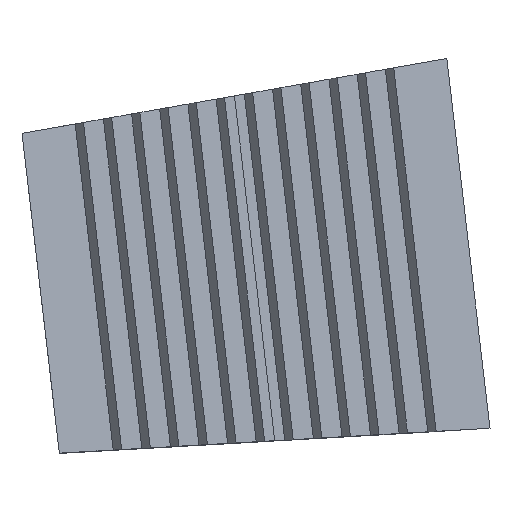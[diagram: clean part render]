
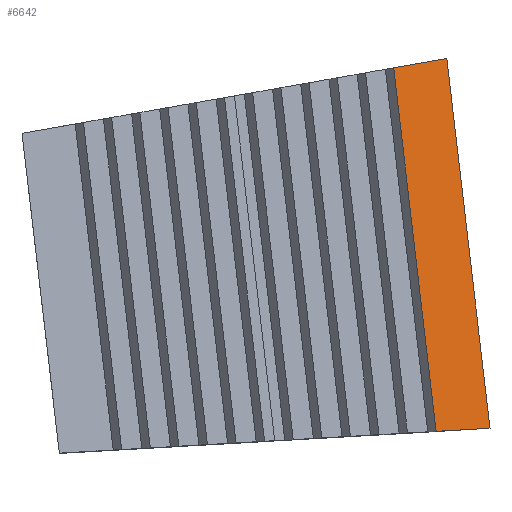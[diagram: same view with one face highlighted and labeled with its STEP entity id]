
A CAD part, top view. The second image highlights one B-rep face of the part: STEP entity #6642.
In plain terms, the highlighted planar face has unit normal (0.229, 0.027, 0.973).
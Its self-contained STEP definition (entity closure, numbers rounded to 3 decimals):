
#6241 = VERTEX_POINT('',#6242);
#6242 = CARTESIAN_POINT('',(9677.248,1668.789,
    5579.495));
#6251 = PLANE('',#6252);
#6252 = AXIS2_PLACEMENT_3D('',#6253,#6254,#6255);
#6253 = CARTESIAN_POINT('',(6.425,-36.438,0.));
#6254 = DIRECTION('',(0.174,-0.985,0.));
#6255 = DIRECTION('',(0.,0.,-1.));
#6262 = PLANE('',#6263);
#6263 = AXIS2_PLACEMENT_3D('',#6264,#6265,#6266);
#6264 = CARTESIAN_POINT('',(1479.559,177.376,
    -10996.864));
#6265 = DIRECTION('',(0.888,0.104,-0.448));
#6266 = DIRECTION('',(-0.451,0.,
    -0.893));
#6273 = EDGE_CURVE('',#6241,#6274,#6276,.T.);
#6274 = VERTEX_POINT('',#6275);
#6275 = CARTESIAN_POINT('',(9523.539,1641.686,
    5616.386));
#6276 = SURFACE_CURVE('',#6277,(#6281,#6287),.PCURVE_S1.);
#6277 = LINE('',#6278,#6279);
#6278 = CARTESIAN_POINT('',(-1903.725,-373.249,
    8359.007));
#6279 = VECTOR('',#6280,1.);
#6280 = DIRECTION('',(-0.958,-0.169,0.23));
#6281 = PCURVE('',#6251,#6282);
#6282 = DEFINITIONAL_REPRESENTATION('',(#6283),#6286);
#6283 = B_SPLINE_CURVE_WITH_KNOTS('',1,(#6284,#6285),.UNSPECIFIED.,.F.,
  .F.,(2,2),(-12217.095,-10672.642),
  .PIECEWISE_BEZIER_KNOTS.);
#6284 = CARTESIAN_POINT('',(-5548.8,9949.88));
#6285 = CARTESIAN_POINT('',(-5904.059,8446.841));
#6286 = ( GEOMETRIC_REPRESENTATION_CONTEXT(2) 
PARAMETRIC_REPRESENTATION_CONTEXT() REPRESENTATION_CONTEXT('2D SPACE',''
  ) );
#6287 = PCURVE('',#6288,#6293);
#6288 = PLANE('',#6289);
#6289 = AXIS2_PLACEMENT_3D('',#6290,#6291,#6292);
#6290 = CARTESIAN_POINT('',(-5618.76,-652.299,
    9240.305));
#6291 = DIRECTION('',(0.229,0.027,0.973)
  );
#6292 = DIRECTION('',(0.973,0.,-0.229)
  );
#6293 = DEFINITIONAL_REPRESENTATION('',(#6294),#6297);
#6294 = B_SPLINE_CURVE_WITH_KNOTS('',1,(#6295,#6296),.UNSPECIFIED.,.F.,
  .F.,(2,2),(-12217.095,-10672.642),
  .PIECEWISE_BEZIER_KNOTS.);
#6295 = CARTESIAN_POINT('',(15859.385,2344.478));
#6296 = CARTESIAN_POINT('',(14337.161,2083.385));
#6297 = ( GEOMETRIC_REPRESENTATION_CONTEXT(2) 
PARAMETRIC_REPRESENTATION_CONTEXT() REPRESENTATION_CONTEXT('2D SPACE',''
  ) );
#6314 = PLANE('',#6315);
#6315 = AXIS2_PLACEMENT_3D('',#6316,#6317,#6318);
#6316 = CARTESIAN_POINT('',(9455.019,1100.692,
    5063.667));
#6317 = DIRECTION('',(-0.967,-0.113,0.23));
#6318 = DIRECTION('',(-0.232,0.,-0.973
    ));
#6355 = EDGE_CURVE('',#6241,#6356,#6358,.T.);
#6356 = VERTEX_POINT('',#6357);
#6357 = CARTESIAN_POINT('',(9802.27,599.158,
    5579.495));
#6358 = SURFACE_CURVE('',#6359,(#6363,#6369),.PCURVE_S1.);
#6359 = LINE('',#6360,#6361);
#6360 = CARTESIAN_POINT('',(9738.735,1142.735,
    5579.495));
#6361 = VECTOR('',#6362,1.);
#6362 = DIRECTION('',(0.116,-0.993,0.)
  );
#6363 = PCURVE('',#6262,#6364);
#6364 = DEFINITIONAL_REPRESENTATION('',(#6365),#6368);
#6365 = B_SPLINE_CURVE_WITH_KNOTS('',1,(#6366,#6367),.UNSPECIFIED.,.F.,
  .F.,(2,2),(-639.689,671.266),.PIECEWISE_BEZIER_KNOTS.);
#6366 = CARTESIAN_POINT('',(-18486.227,1609.41));
#6367 = CARTESIAN_POINT('',(-18554.839,300.252));
#6368 = ( GEOMETRIC_REPRESENTATION_CONTEXT(2) 
PARAMETRIC_REPRESENTATION_CONTEXT() REPRESENTATION_CONTEXT('2D SPACE',''
  ) );
#6369 = PCURVE('',#6288,#6370);
#6370 = DEFINITIONAL_REPRESENTATION('',(#6371),#6374);
#6371 = B_SPLINE_CURVE_WITH_KNOTS('',1,(#6372,#6373),.UNSPECIFIED.,.F.,
  .F.,(2,2),(-639.689,671.266),.PIECEWISE_BEZIER_KNOTS.);
#6372 = CARTESIAN_POINT('',(15715.421,2431.267));
#6373 = CARTESIAN_POINT('',(15863.572,1128.71));
#6374 = ( GEOMETRIC_REPRESENTATION_CONTEXT(2) 
PARAMETRIC_REPRESENTATION_CONTEXT() REPRESENTATION_CONTEXT('2D SPACE',''
  ) );
#6391 = PLANE('',#6392);
#6392 = AXIS2_PLACEMENT_3D('',#6393,#6394,#6395);
#6393 = CARTESIAN_POINT('',(-1.639,28.146,0.));
#6394 = DIRECTION('',(0.058,-0.998,0.));
#6395 = DIRECTION('',(0.,0.,-1.));
#6553 = VERTEX_POINT('',#6554);
#6554 = CARTESIAN_POINT('',(9646.454,590.083,
    5616.386));
#6573 = EDGE_CURVE('',#6553,#6274,#6574,.T.);
#6574 = SURFACE_CURVE('',#6575,(#6579,#6585),.PCURVE_S1.);
#6575 = LINE('',#6576,#6577);
#6576 = CARTESIAN_POINT('',(9584.485,1120.265,
    5616.386));
#6577 = VECTOR('',#6578,1.);
#6578 = DIRECTION('',(-0.116,0.993,0.));
#6579 = PCURVE('',#6314,#6580);
#6580 = DEFINITIONAL_REPRESENTATION('',(#6581),#6584);
#6581 = B_SPLINE_CURVE_WITH_KNOTS('',1,(#6582,#6583),.UNSPECIFIED.,.F.,
  .F.,(2,2),(-712.705,667.255),.PIECEWISE_BEZIER_KNOTS.);
#6582 = CARTESIAN_POINT('',(-586.861,692.748));
#6583 = CARTESIAN_POINT('',(-549.713,-686.712));
#6584 = ( GEOMETRIC_REPRESENTATION_CONTEXT(2) 
PARAMETRIC_REPRESENTATION_CONTEXT() REPRESENTATION_CONTEXT('2D SPACE',''
  ) );
#6585 = PCURVE('',#6288,#6586);
#6586 = DEFINITIONAL_REPRESENTATION('',(#6587),#6590);
#6587 = B_SPLINE_CURVE_WITH_KNOTS('',1,(#6588,#6589),.UNSPECIFIED.,.F.,
  .F.,(2,2),(-712.705,667.255),.PIECEWISE_BEZIER_KNOTS.);
#6588 = CARTESIAN_POINT('',(15709.656,1065.059));
#6589 = CARTESIAN_POINT('',(15553.707,2436.179));
#6590 = ( GEOMETRIC_REPRESENTATION_CONTEXT(2) 
PARAMETRIC_REPRESENTATION_CONTEXT() REPRESENTATION_CONTEXT('2D SPACE',''
  ) );
#6642 = ADVANCED_FACE('',(#6643),#6288,.T.);
#6643 = FACE_BOUND('',#6644,.T.);
#6644 = EDGE_LOOP('',(#6645,#6646,#6647,#6648));
#6645 = ORIENTED_EDGE('',*,*,#6355,.F.);
#6646 = ORIENTED_EDGE('',*,*,#6273,.T.);
#6647 = ORIENTED_EDGE('',*,*,#6573,.F.);
#6648 = ORIENTED_EDGE('',*,*,#6649,.F.);
#6649 = EDGE_CURVE('',#6356,#6553,#6650,.T.);
#6650 = SURFACE_CURVE('',#6651,(#6655,#6661),.PCURVE_S1.);
#6651 = LINE('',#6652,#6653);
#6652 = CARTESIAN_POINT('',(-1938.19,-84.646,
    8359.179));
#6653 = VECTOR('',#6654,1.);
#6654 = DIRECTION('',(-0.972,-0.057,0.23)
  );
#6655 = PCURVE('',#6288,#6656);
#6656 = DEFINITIONAL_REPRESENTATION('',(#6657),#6660);
#6657 = B_SPLINE_CURVE_WITH_KNOTS('',1,(#6658,#6659),.UNSPECIFIED.,.F.,
  .F.,(2,2),(-12217.843,-10673.39),
  .PIECEWISE_BEZIER_KNOTS.);
#6658 = CARTESIAN_POINT('',(15982.794,1259.458));
#6659 = CARTESIAN_POINT('',(14440.817,1172.033));
#6660 = ( GEOMETRIC_REPRESENTATION_CONTEXT(2) 
PARAMETRIC_REPRESENTATION_CONTEXT() REPRESENTATION_CONTEXT('2D SPACE',''
  ) );
#6661 = PCURVE('',#6391,#6662);
#6662 = DEFINITIONAL_REPRESENTATION('',(#6663),#6666);
#6663 = B_SPLINE_CURVE_WITH_KNOTS('',1,(#6664,#6665),.UNSPECIFIED.,.F.,
  .F.,(2,2),(-12217.843,-10673.39),
  .PIECEWISE_BEZIER_KNOTS.);
#6664 = CARTESIAN_POINT('',(-5548.799,9950.393));
#6665 = CARTESIAN_POINT('',(-5904.059,8447.354));
#6666 = ( GEOMETRIC_REPRESENTATION_CONTEXT(2) 
PARAMETRIC_REPRESENTATION_CONTEXT() REPRESENTATION_CONTEXT('2D SPACE',''
  ) );
